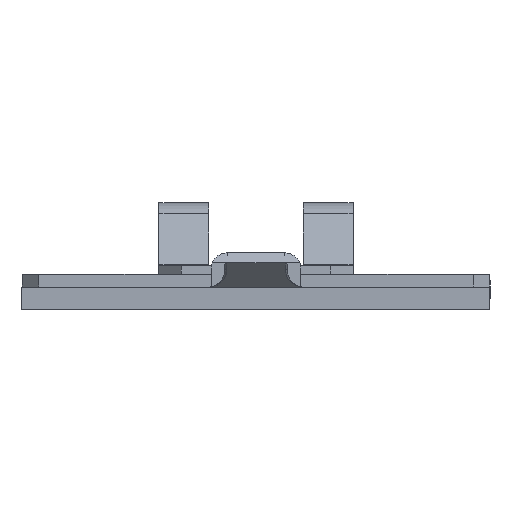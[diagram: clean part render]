
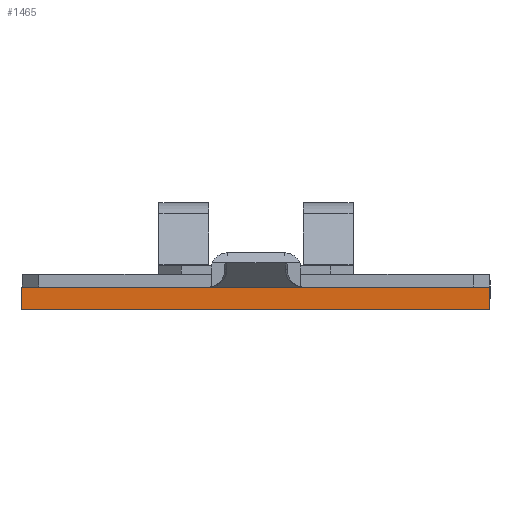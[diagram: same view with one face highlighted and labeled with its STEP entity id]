
A CAD part, front view. The second image highlights one B-rep face of the part: STEP entity #1465.
In plain terms, the highlighted planar face has unit normal (0, -1, 0).
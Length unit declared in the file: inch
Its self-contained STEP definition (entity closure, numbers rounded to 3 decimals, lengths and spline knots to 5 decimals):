
#252 = DIRECTION ( 'NONE',  ( 1., 0., 0. ) ) ;
#290 = CARTESIAN_POINT ( 'NONE',  ( 1.3125, 0.728, -0.197 ) ) ;
#337 = LINE ( 'NONE', #3047, #3292 ) ;
#622 = EDGE_CURVE ( 'NONE', #3062, #1260, #1047, .T. ) ;
#949 = DIRECTION ( 'NONE',  ( 0., -1., 0. ) ) ;
#998 = DIRECTION ( 'NONE',  ( 0., 0., 1. ) ) ;
#1047 = LINE ( 'NONE', #2067, #2595 ) ;
#1049 = ORIENTED_EDGE ( 'NONE', *, *, #3943, .T. ) ;
#1093 = EDGE_CURVE ( 'NONE', #1260, #2564, #1937, .T. ) ;
#1129 = PLANE ( 'NONE',  #3430 ) ;
#1260 = VERTEX_POINT ( 'NONE', #3443 ) ;
#1337 = LINE ( 'NONE', #1673, #2650 ) ;
#1377 = DIRECTION ( 'NONE',  ( 0., 0., -1. ) ) ;
#1465 = ADVANCED_FACE ( 'NONE', ( #4186 ), #1129, .T. ) ;
#1673 = CARTESIAN_POINT ( 'NONE',  ( 1.3125, 0.728, -0.072 ) ) ;
#1937 = LINE ( 'NONE', #3291, #4022 ) ;
#2067 = CARTESIAN_POINT ( 'NONE',  ( -1.3125, 0.728, -0.197 ) ) ;
#2095 = ORIENTED_EDGE ( 'NONE', *, *, #2828, .F. ) ;
#2113 = CARTESIAN_POINT ( 'NONE',  ( -1.3125, 0.728, -0.072 ) ) ;
#2332 = DIRECTION ( 'NONE',  ( 0., 0., -1. ) ) ;
#2389 = ORIENTED_EDGE ( 'NONE', *, *, #1093, .T. ) ;
#2564 = VERTEX_POINT ( 'NONE', #2910 ) ;
#2595 = VECTOR ( 'NONE', #1377, 39.37008 ) ;
#2598 = CARTESIAN_POINT ( 'NONE',  ( 1.3125, 0.728, -0.072 ) ) ;
#2650 = VECTOR ( 'NONE', #998, 39.37008 ) ;
#2828 = EDGE_CURVE ( 'NONE', #3062, #3436, #337, .T. ) ;
#2910 = CARTESIAN_POINT ( 'NONE',  ( 1.3125, 0.728, -0.197 ) ) ;
#3047 = CARTESIAN_POINT ( 'NONE',  ( 1.3125, 0.728, -0.072 ) ) ;
#3062 = VERTEX_POINT ( 'NONE', #2113 ) ;
#3069 = DIRECTION ( 'NONE',  ( 1., 0., 0. ) ) ;
#3291 = CARTESIAN_POINT ( 'NONE',  ( 1.3125, 0.728, -0.197 ) ) ;
#3292 = VECTOR ( 'NONE', #3069, 39.37008 ) ;
#3430 = AXIS2_PLACEMENT_3D ( 'NONE', #290, #949, #2332 ) ;
#3436 = VERTEX_POINT ( 'NONE', #2598 ) ;
#3443 = CARTESIAN_POINT ( 'NONE',  ( -1.3125, 0.728, -0.197 ) ) ;
#3900 = EDGE_LOOP ( 'NONE', ( #1049, #2095, #4007, #2389 ) ) ;
#3943 = EDGE_CURVE ( 'NONE', #2564, #3436, #1337, .T. ) ;
#4007 = ORIENTED_EDGE ( 'NONE', *, *, #622, .T. ) ;
#4022 = VECTOR ( 'NONE', #252, 39.37008 ) ;
#4186 = FACE_OUTER_BOUND ( 'NONE', #3900, .T. ) ;
